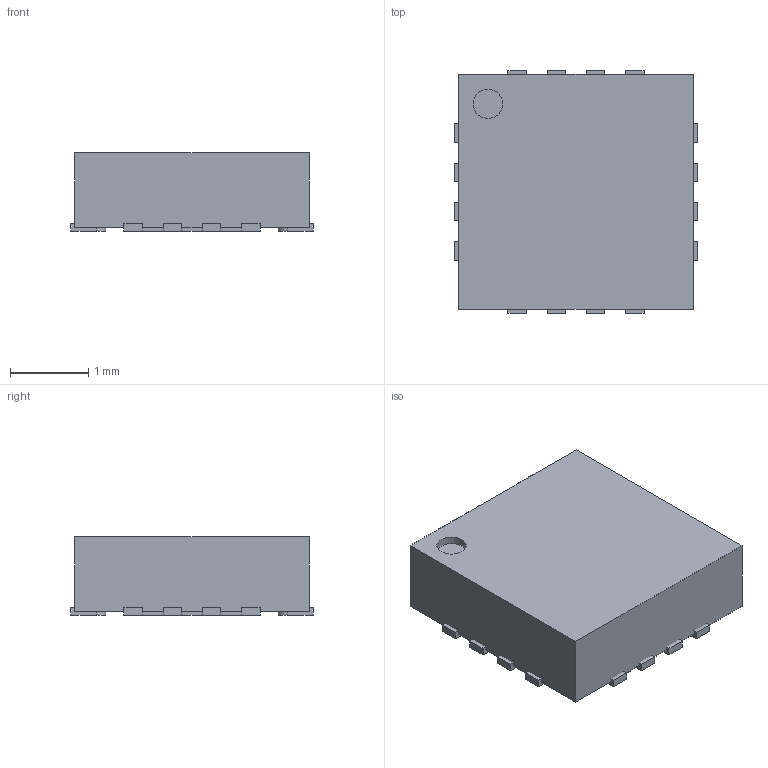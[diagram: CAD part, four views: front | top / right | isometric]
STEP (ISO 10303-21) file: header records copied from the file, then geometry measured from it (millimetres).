
FILE_DESCRIPTION(('FreeCAD Model'),'2;1');
FILE_NAME('Open CASCADE Shape Model','2024-01-23T15:51:26',( 'kicad StepUp'),('ksu MCAD'),'Open CASCADE STEP processor 7.6', 'FreeCAD','Unknown');
FILE_SCHEMA(('AUTOMOTIVE_DESIGN { 1 0 10303 214 1 1 1 1 }'));
Length unit declared in the file: millimetre
Products named in the file (1): ASSEMBLY_cp001
Bounding box: 3.1 x 3.1 x 1 mm (x, y, z)
Volume: 9 mm3; surface area: 41.6 mm2
Topology: 18 solids, 18 shells, 110 faces, 603 edges, 914 vertices
Faces by surface type: plane 93, cylinder 17
Full cylindrical faces by diameter (mm): 0.375 x1
Entity records: 7346 total; most frequent: CARTESIAN_POINT 1628, DIRECTION 923, LINE 505, VECTOR 505, ORIENTED_EDGE 438, GEOMETRIC_CURVE_SET 384, TRIMMED_CURVE 384, EDGE_CURVE 219
